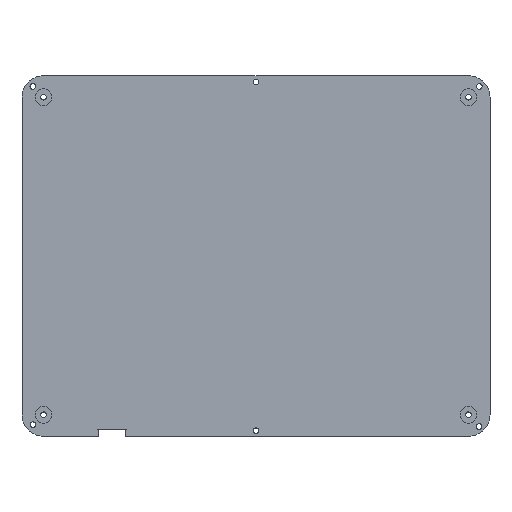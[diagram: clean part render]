
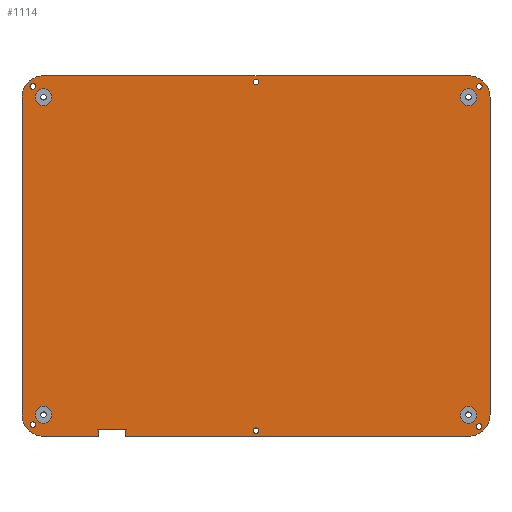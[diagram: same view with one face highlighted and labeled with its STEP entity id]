
A CAD part, top view. The second image highlights one B-rep face of the part: STEP entity #1114.
In plain terms, the highlighted planar face has unit normal (0, 0, 1).
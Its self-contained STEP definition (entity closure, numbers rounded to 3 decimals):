
#37=FACE_BOUND('',#221,.T.);
#38=FACE_BOUND('',#222,.T.);
#39=FACE_BOUND('',#223,.T.);
#40=FACE_BOUND('',#224,.T.);
#41=FACE_BOUND('',#225,.T.);
#42=FACE_BOUND('',#226,.T.);
#43=FACE_BOUND('',#227,.T.);
#44=FACE_BOUND('',#228,.T.);
#45=FACE_BOUND('',#229,.T.);
#46=FACE_BOUND('',#230,.T.);
#79=PLANE('',#1239);
#138=FACE_OUTER_BOUND('',#220,.T.);
#220=EDGE_LOOP('',(#987,#988,#989,#990,#991,#992,#993,#994,#995,#996,#997,
#998));
#221=EDGE_LOOP('',(#999));
#222=EDGE_LOOP('',(#1000));
#223=EDGE_LOOP('',(#1001));
#224=EDGE_LOOP('',(#1002));
#225=EDGE_LOOP('',(#1003));
#226=EDGE_LOOP('',(#1004));
#227=EDGE_LOOP('',(#1005));
#228=EDGE_LOOP('',(#1006));
#229=EDGE_LOOP('',(#1007));
#230=EDGE_LOOP('',(#1008));
#314=LINE('',#1829,#412);
#318=LINE('',#1841,#416);
#321=LINE('',#1852,#419);
#323=LINE('',#1856,#421);
#325=LINE('',#1861,#423);
#327=LINE('',#1867,#425);
#329=LINE('',#1870,#427);
#330=LINE('',#1874,#428);
#412=VECTOR('',#1504,10.);
#416=VECTOR('',#1516,10.);
#419=VECTOR('',#1527,10.);
#421=VECTOR('',#1531,10.);
#423=VECTOR('',#1537,10.);
#425=VECTOR('',#1545,10.);
#427=VECTOR('',#1549,10.);
#428=VECTOR('',#1554,10.);
#433=CIRCLE('',#1136,3.25);
#436=CIRCLE('',#1141,3.25);
#439=CIRCLE('',#1146,3.25);
#442=CIRCLE('',#1151,3.25);
#457=CIRCLE('',#1196,1.1);
#459=CIRCLE('',#1199,1.1);
#461=CIRCLE('',#1202,1.1);
#463=CIRCLE('',#1205,1.1);
#465=CIRCLE('',#1208,1.1);
#467=CIRCLE('',#1211,1.1);
#473=CIRCLE('',#1220,8.369);
#478=CIRCLE('',#1228,8.369);
#481=CIRCLE('',#1235,8.369);
#482=CIRCLE('',#1240,8.369);
#483=VERTEX_POINT('',#1579);
#486=VERTEX_POINT('',#1588);
#489=VERTEX_POINT('',#1597);
#492=VERTEX_POINT('',#1606);
#535=VERTEX_POINT('',#1745);
#537=VERTEX_POINT('',#1751);
#539=VERTEX_POINT('',#1757);
#541=VERTEX_POINT('',#1763);
#543=VERTEX_POINT('',#1769);
#545=VERTEX_POINT('',#1775);
#565=VERTEX_POINT('',#1820);
#566=VERTEX_POINT('',#1822);
#567=VERTEX_POINT('',#1826);
#568=VERTEX_POINT('',#1828);
#572=VERTEX_POINT('',#1839);
#573=VERTEX_POINT('',#1843);
#575=VERTEX_POINT('',#1849);
#576=VERTEX_POINT('',#1851);
#577=VERTEX_POINT('',#1855);
#578=VERTEX_POINT('',#1859);
#579=VERTEX_POINT('',#1863);
#580=VERTEX_POINT('',#1873);
#583=EDGE_CURVE('',#483,#483,#433,.T.);
#587=EDGE_CURVE('',#486,#486,#436,.T.);
#591=EDGE_CURVE('',#489,#489,#439,.T.);
#595=EDGE_CURVE('',#492,#492,#442,.T.);
#661=EDGE_CURVE('',#535,#535,#457,.T.);
#664=EDGE_CURVE('',#537,#537,#459,.T.);
#667=EDGE_CURVE('',#539,#539,#461,.T.);
#670=EDGE_CURVE('',#541,#541,#463,.T.);
#673=EDGE_CURVE('',#543,#543,#465,.T.);
#676=EDGE_CURVE('',#545,#545,#467,.T.);
#699=EDGE_CURVE('',#566,#565,#473,.T.);
#702=EDGE_CURVE('',#568,#567,#314,.T.);
#709=EDGE_CURVE('',#565,#572,#318,.T.);
#711=EDGE_CURVE('',#572,#573,#478,.T.);
#714=EDGE_CURVE('',#576,#575,#321,.T.);
#716=EDGE_CURVE('',#577,#566,#323,.T.);
#719=EDGE_CURVE('',#573,#578,#325,.T.);
#721=EDGE_CURVE('',#578,#579,#481,.T.);
#722=EDGE_CURVE('',#577,#567,#327,.T.);
#724=EDGE_CURVE('',#575,#568,#329,.T.);
#725=EDGE_CURVE('',#579,#580,#330,.T.);
#726=EDGE_CURVE('',#580,#576,#482,.T.);
#987=ORIENTED_EDGE('',*,*,#724,.T.);
#988=ORIENTED_EDGE('',*,*,#702,.T.);
#989=ORIENTED_EDGE('',*,*,#722,.F.);
#990=ORIENTED_EDGE('',*,*,#716,.T.);
#991=ORIENTED_EDGE('',*,*,#699,.T.);
#992=ORIENTED_EDGE('',*,*,#709,.T.);
#993=ORIENTED_EDGE('',*,*,#711,.T.);
#994=ORIENTED_EDGE('',*,*,#719,.T.);
#995=ORIENTED_EDGE('',*,*,#721,.T.);
#996=ORIENTED_EDGE('',*,*,#725,.T.);
#997=ORIENTED_EDGE('',*,*,#726,.T.);
#998=ORIENTED_EDGE('',*,*,#714,.T.);
#999=ORIENTED_EDGE('',*,*,#583,.T.);
#1000=ORIENTED_EDGE('',*,*,#587,.T.);
#1001=ORIENTED_EDGE('',*,*,#591,.T.);
#1002=ORIENTED_EDGE('',*,*,#595,.T.);
#1003=ORIENTED_EDGE('',*,*,#661,.T.);
#1004=ORIENTED_EDGE('',*,*,#664,.T.);
#1005=ORIENTED_EDGE('',*,*,#667,.T.);
#1006=ORIENTED_EDGE('',*,*,#670,.T.);
#1007=ORIENTED_EDGE('',*,*,#673,.T.);
#1008=ORIENTED_EDGE('',*,*,#676,.T.);
#1114=ADVANCED_FACE('',(#138,#37,#38,#39,#40,#41,#42,#43,#44,#45,#46),#79,
 .T.);
#1136=AXIS2_PLACEMENT_3D('',#1580,#1253,#1254);
#1141=AXIS2_PLACEMENT_3D('',#1589,#1264,#1265);
#1146=AXIS2_PLACEMENT_3D('',#1598,#1275,#1276);
#1151=AXIS2_PLACEMENT_3D('',#1607,#1286,#1287);
#1196=AXIS2_PLACEMENT_3D('',#1746,#1427,#1428);
#1199=AXIS2_PLACEMENT_3D('',#1752,#1434,#1435);
#1202=AXIS2_PLACEMENT_3D('',#1758,#1441,#1442);
#1205=AXIS2_PLACEMENT_3D('',#1764,#1448,#1449);
#1208=AXIS2_PLACEMENT_3D('',#1770,#1455,#1456);
#1211=AXIS2_PLACEMENT_3D('',#1776,#1462,#1463);
#1220=AXIS2_PLACEMENT_3D('',#1823,#1497,#1498);
#1228=AXIS2_PLACEMENT_3D('',#1845,#1520,#1521);
#1235=AXIS2_PLACEMENT_3D('',#1865,#1541,#1542);
#1239=AXIS2_PLACEMENT_3D('',#1872,#1552,#1553);
#1240=AXIS2_PLACEMENT_3D('',#1875,#1555,#1556);
#1253=DIRECTION('center_axis',(0.,0.,-1.));
#1254=DIRECTION('ref_axis',(-1.,0.,0.));
#1264=DIRECTION('center_axis',(0.,0.,-1.));
#1265=DIRECTION('ref_axis',(-1.,0.,0.));
#1275=DIRECTION('center_axis',(0.,0.,-1.));
#1276=DIRECTION('ref_axis',(-1.,0.,0.));
#1286=DIRECTION('center_axis',(0.,0.,-1.));
#1287=DIRECTION('ref_axis',(-1.,0.,0.));
#1427=DIRECTION('center_axis',(0.,0.,-1.));
#1428=DIRECTION('ref_axis',(1.,0.,0.));
#1434=DIRECTION('center_axis',(0.,0.,-1.));
#1435=DIRECTION('ref_axis',(1.,0.,0.));
#1441=DIRECTION('center_axis',(0.,0.,-1.));
#1442=DIRECTION('ref_axis',(1.,0.,0.));
#1448=DIRECTION('center_axis',(0.,0.,-1.));
#1449=DIRECTION('ref_axis',(1.,0.,0.));
#1455=DIRECTION('center_axis',(0.,0.,-1.));
#1456=DIRECTION('ref_axis',(1.,0.,0.));
#1462=DIRECTION('center_axis',(0.,0.,-1.));
#1463=DIRECTION('ref_axis',(1.,0.,0.));
#1497=DIRECTION('center_axis',(0.,0.,1.));
#1498=DIRECTION('ref_axis',(1.,0.,0.));
#1504=DIRECTION('',(1.,0.,0.));
#1516=DIRECTION('',(0.,1.,0.));
#1520=DIRECTION('center_axis',(0.,0.,1.));
#1521=DIRECTION('ref_axis',(0.,1.,0.));
#1527=DIRECTION('',(1.,0.,0.));
#1531=DIRECTION('',(1.,0.,0.));
#1537=DIRECTION('',(-1.,0.,0.));
#1541=DIRECTION('center_axis',(0.,0.,1.));
#1542=DIRECTION('ref_axis',(-1.,0.,0.));
#1545=DIRECTION('',(0.,1.,0.));
#1549=DIRECTION('',(0.,1.,0.));
#1552=DIRECTION('center_axis',(0.,0.,1.));
#1553=DIRECTION('ref_axis',(1.,0.,0.));
#1554=DIRECTION('',(0.,-1.,0.));
#1555=DIRECTION('center_axis',(0.,0.,1.));
#1556=DIRECTION('ref_axis',(0.,-1.,0.));
#1579=CARTESIAN_POINT('',(-117.996,139.181,12.));
#1580=CARTESIAN_POINT('Origin',(-121.246,139.181,12.));
#1588=CARTESIAN_POINT('',(47.266,139.181,12.));
#1589=CARTESIAN_POINT('Origin',(44.016,139.181,12.));
#1597=CARTESIAN_POINT('',(-117.996,15.681,12.));
#1598=CARTESIAN_POINT('Origin',(-121.246,15.681,12.));
#1606=CARTESIAN_POINT('',(47.266,15.681,12.));
#1607=CARTESIAN_POINT('Origin',(44.016,15.681,12.));
#1745=CARTESIAN_POINT('',(47.095,143.36,12.));
#1746=CARTESIAN_POINT('Origin',(48.195,143.36,12.));
#1751=CARTESIAN_POINT('',(47.049,11.102,12.));
#1752=CARTESIAN_POINT('Origin',(48.149,11.102,12.));
#1757=CARTESIAN_POINT('',(-39.715,145.15,12.));
#1758=CARTESIAN_POINT('Origin',(-38.615,145.15,12.));
#1763=CARTESIAN_POINT('',(-126.505,143.388,12.));
#1764=CARTESIAN_POINT('Origin',(-125.405,143.388,12.));
#1769=CARTESIAN_POINT('',(-126.464,11.804,12.));
#1770=CARTESIAN_POINT('Origin',(-125.364,11.804,12.));
#1775=CARTESIAN_POINT('',(-39.715,9.509,12.));
#1776=CARTESIAN_POINT('Origin',(-38.615,9.509,12.));
#1820=CARTESIAN_POINT('',(52.385,15.681,12.));
#1822=CARTESIAN_POINT('',(44.016,7.312,12.));
#1823=CARTESIAN_POINT('Origin',(44.016,15.681,12.));
#1826=CARTESIAN_POINT('',(-89.295,10.112,12.));
#1828=CARTESIAN_POINT('',(-99.935,10.112,12.));
#1829=CARTESIAN_POINT('',(-66.615,10.112,12.));
#1839=CARTESIAN_POINT('',(52.385,139.181,12.));
#1841=CARTESIAN_POINT('',(52.385,46.556,12.));
#1843=CARTESIAN_POINT('',(44.016,147.55,12.));
#1845=CARTESIAN_POINT('Origin',(44.016,139.181,12.));
#1849=CARTESIAN_POINT('',(-99.935,7.312,12.));
#1851=CARTESIAN_POINT('',(-121.246,7.312,12.));
#1852=CARTESIAN_POINT('',(-79.93,7.312,12.));
#1855=CARTESIAN_POINT('',(-89.295,7.312,12.));
#1856=CARTESIAN_POINT('',(-79.93,7.312,12.));
#1859=CARTESIAN_POINT('',(-121.246,147.55,12.));
#1861=CARTESIAN_POINT('',(2.7,147.55,12.));
#1863=CARTESIAN_POINT('',(-129.615,139.181,12.));
#1865=CARTESIAN_POINT('Origin',(-121.246,139.181,12.));
#1867=CARTESIAN_POINT('',(-89.295,7.312,12.));
#1870=CARTESIAN_POINT('',(-99.935,7.312,12.));
#1872=CARTESIAN_POINT('Origin',(-38.615,77.431,12.));
#1873=CARTESIAN_POINT('',(-129.615,15.681,12.));
#1874=CARTESIAN_POINT('',(-129.615,108.306,12.));
#1875=CARTESIAN_POINT('Origin',(-121.246,15.681,12.));
